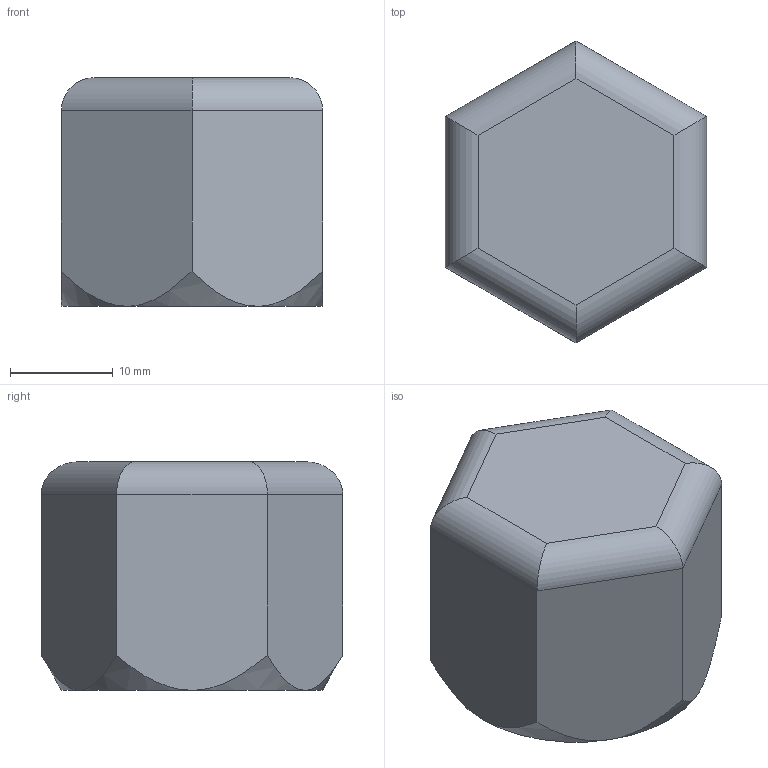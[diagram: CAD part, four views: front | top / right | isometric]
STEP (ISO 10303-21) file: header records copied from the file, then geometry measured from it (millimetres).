
FILE_DESCRIPTION((''),'2;1');
FILE_NAME('BOTTOM NUT.ipt.step','2013-12-08T06:21:56',(''),(''),'Autodesk Inventor 2013','Autodesk Inventor 2013','');
FILE_SCHEMA(('AUTOMOTIVE_DESIGN { 1 0 10303 214 1 1 1 1 }'));
Length unit declared in the file: inch
Products named in the file (1): BOTTOM NUT
Bounding box: 25.4 x 29.33 x 22.23 mm (x, y, z)
Volume: 9516.3 mm3; surface area: 3765.5 mm2
Topology: 1 solids, 1 shells, 27 faces, 60 edges, 36 vertices
Faces by surface type: plane 14, cylinder 7, cone 6
Full cylindrical faces by diameter (mm): 8.731 x1
Entity records: 747 total; most frequent: CARTESIAN_POINT 147, ORIENTED_EDGE 118, DIRECTION 117, EDGE_CURVE 59, AXIS2_PLACEMENT_3D 42, VERTEX_POINT 36, VECTOR 33, LINE 33
